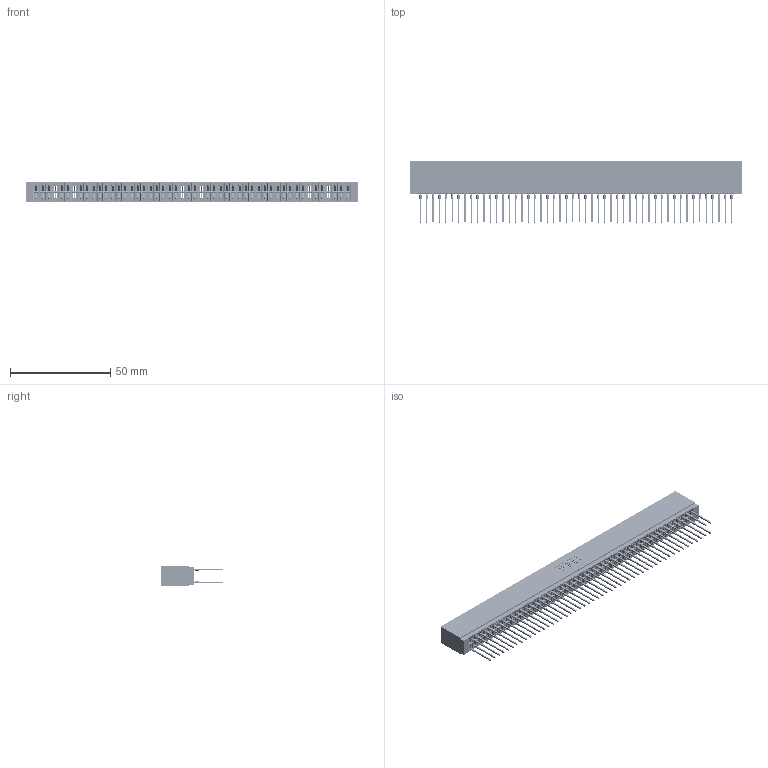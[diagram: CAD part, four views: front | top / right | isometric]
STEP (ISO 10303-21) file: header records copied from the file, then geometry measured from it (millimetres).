
FILE_DESCRIPTION (( 'STEP AP203' ), '1' );
FILE_NAME ('746-100-540-201.STEP', '2026-03-04T22:21:59', ( '' ), ( '' ), 'SwSTEP 2.0', 'SolidWorks 2023', '' );
FILE_SCHEMA (( 'CONFIG_CONTROL_DESIGN' ));
Length unit declared in the file: millimetre
Products named in the file (3): 746-100-540-201; 746 Part_.515 Slot Depth - 01; 746-292-001_540
Assembly tree (101 placements, depth 2):
  746-100-540-201
    746 Part_.515 Slot Depth - 01
    746-292-001_540  x100
Bounding box: 165.99 x 30.59 x 9.91 mm (x, y, z)
Volume: 18048.7 mm3; surface area: 30536 mm2
Topology: 101 solids, 101 shells, 9047 faces, 24863 edges, 15825 vertices
Faces by surface type: plane 4655, bspline 2000, cylinder 1792, torus 600
Entity records: 76025 total; most frequent: CARTESIAN_POINT 15045, ORIENTED_EDGE 13096, DIRECTION 10920, EDGE_CURVE 6548, LINE 5864, VECTOR 5864, VERTEX_POINT 4341, AXIS2_PLACEMENT_3D 2528
